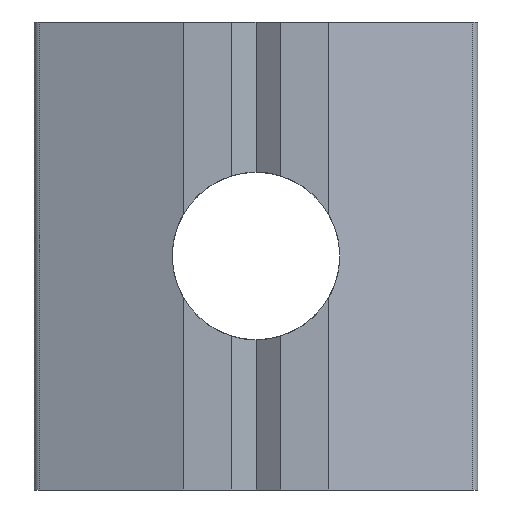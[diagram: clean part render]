
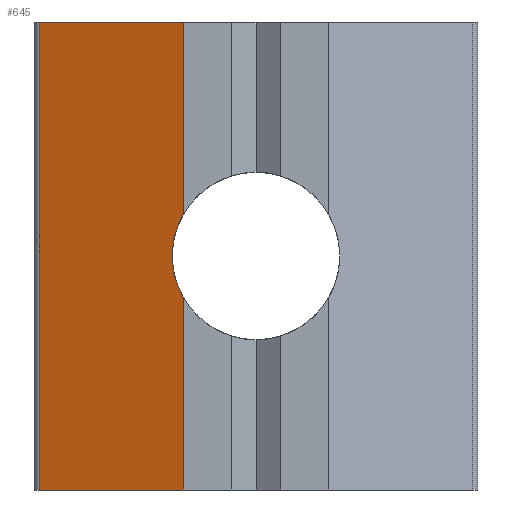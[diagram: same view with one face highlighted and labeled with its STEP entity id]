
A CAD part, front view. The second image highlights one B-rep face of the part: STEP entity #645.
In plain terms, the highlighted planar face has unit normal (-0.342, -0.94, 0).
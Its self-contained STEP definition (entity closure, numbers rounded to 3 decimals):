
#22 = CARTESIAN_POINT ( 'NONE',  ( -2.956, -7.5, 11.181 ) ) ;
#23 = CARTESIAN_POINT ( 'NONE',  ( -9., -5.3, 0. ) ) ;
#28 = EDGE_CURVE ( 'NONE', #646, #271, #316, .T. ) ;
#39 = LINE ( 'NONE', #896, #165 ) ;
#58 = EDGE_LOOP ( 'NONE', ( #600, #88, #688, #698, #178, #200 ) ) ;
#83 = DIRECTION ( 'NONE',  ( 0.342, 0.94, 0. ) ) ;
#88 = ORIENTED_EDGE ( 'NONE', *, *, #753, .T. ) ;
#89 = FACE_OUTER_BOUND ( 'NONE', #58, .T. ) ;
#165 = VECTOR ( 'NONE', #814, 1000. ) ;
#175 = DIRECTION ( 'NONE',  ( 0.94, -0.342, 0. ) ) ;
#178 = ORIENTED_EDGE ( 'NONE', *, *, #181, .T. ) ;
#181 = EDGE_CURVE ( 'NONE', #646, #458, #793, .T. ) ;
#200 = ORIENTED_EDGE ( 'NONE', *, *, #342, .T. ) ;
#212 = DIRECTION ( 'NONE',  ( 0., 0., -1. ) ) ;
#248 = CARTESIAN_POINT ( 'NONE',  ( -3.562, -7.279, 8.886 ) ) ;
#261 = CARTESIAN_POINT ( 'NONE',  ( -2.956, -7.5, 19. ) ) ;
#262 = VERTEX_POINT ( 'NONE', #384 ) ;
#266 = DIRECTION ( 'NONE',  ( 0.94, -0.342, 0. ) ) ;
#271 = VERTEX_POINT ( 'NONE', #623 ) ;
#316 = LINE ( 'NONE', #601, #705 ) ;
#333 = VERTEX_POINT ( 'NONE', #952 ) ;
#342 = EDGE_CURVE ( 'NONE', #458, #262, #439, .T. ) ;
#349 = CARTESIAN_POINT ( 'NONE',  ( -8.803, -5.372, 0. ) ) ;
#361 = LINE ( 'NONE', #261, #749 ) ;
#384 = CARTESIAN_POINT ( 'NONE',  ( -2.956, -7.5, 0. ) ) ;
#407 = EDGE_CURVE ( 'NONE', #533, #262, #39, .T. ) ;
#420 = CARTESIAN_POINT ( 'NONE',  ( -2.956, -7.5, 7.819 ) ) ;
#439 = LINE ( 'NONE', #23, #643 ) ;
#458 = VERTEX_POINT ( 'NONE', #349 ) ;
#480 = CARTESIAN_POINT ( 'NONE',  ( -9., -5.3, 19. ) ) ;
#498 = CARTESIAN_POINT ( 'NONE',  ( -3.562, -7.279, 10.114 ) ) ;
#533 = VERTEX_POINT ( 'NONE', #617 ) ;
#552 = CARTESIAN_POINT ( 'NONE',  ( -8.803, -5.372, 19. ) ) ;
#581 = VECTOR ( 'NONE', #212, 1000. ) ;
#600 = ORIENTED_EDGE ( 'NONE', *, *, #407, .F. ) ;
#601 = CARTESIAN_POINT ( 'NONE',  ( -9., -5.3, 19. ) ) ;
#617 = CARTESIAN_POINT ( 'NONE',  ( -2.956, -7.5, 7.819 ) ) ;
#623 = CARTESIAN_POINT ( 'NONE',  ( -2.956, -7.5, 19. ) ) ;
#633 = DIRECTION ( 'NONE',  ( -0.94, 0.342, 0. ) ) ;
#643 = VECTOR ( 'NONE', #175, 1000. ) ;
#644 =( BOUNDED_CURVE ( )  B_SPLINE_CURVE ( 3, ( #420, #248, #498, #22 ),
 .UNSPECIFIED., .F., .T. ) 
 B_SPLINE_CURVE_WITH_KNOTS ( ( 4, 4 ),
 ( 5.766, 6.8 ),
 .UNSPECIFIED. ) 
 CURVE ( )  GEOMETRIC_REPRESENTATION_ITEM ( )  RATIONAL_B_SPLINE_CURVE ( ( 1., 0.913, 0.913, 1. ) ) 
 REPRESENTATION_ITEM ( '' )  );
#645 = ADVANCED_FACE ( 'NONE', ( #89 ), #950, .F. ) ;
#646 = VERTEX_POINT ( 'NONE', #552 ) ;
#688 = ORIENTED_EDGE ( 'NONE', *, *, #844, .F. ) ;
#698 = ORIENTED_EDGE ( 'NONE', *, *, #28, .F. ) ;
#705 = VECTOR ( 'NONE', #266, 1000. ) ;
#749 = VECTOR ( 'NONE', #818, 1000. ) ;
#753 = EDGE_CURVE ( 'NONE', #533, #333, #644, .T. ) ;
#793 = LINE ( 'NONE', #849, #581 ) ;
#814 = DIRECTION ( 'NONE',  ( 0., 0., -1. ) ) ;
#818 = DIRECTION ( 'NONE',  ( 0., 0., -1. ) ) ;
#828 = AXIS2_PLACEMENT_3D ( 'NONE', #480, #83, #633 ) ;
#844 = EDGE_CURVE ( 'NONE', #271, #333, #361, .T. ) ;
#849 = CARTESIAN_POINT ( 'NONE',  ( -8.803, -5.372, 19. ) ) ;
#896 = CARTESIAN_POINT ( 'NONE',  ( -2.956, -7.5, 19. ) ) ;
#950 = PLANE ( 'NONE',  #828 ) ;
#952 = CARTESIAN_POINT ( 'NONE',  ( -2.956, -7.5, 11.181 ) ) ;
